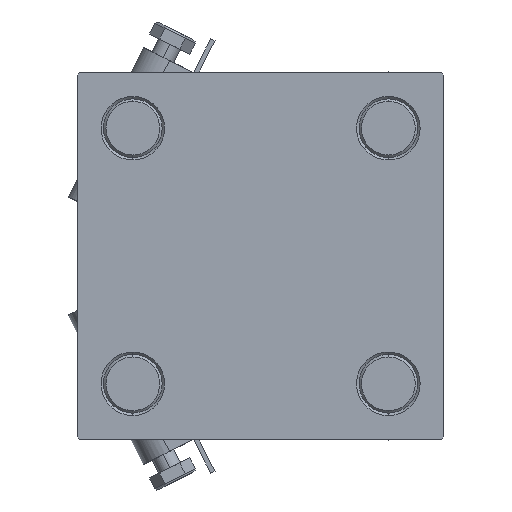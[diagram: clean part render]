
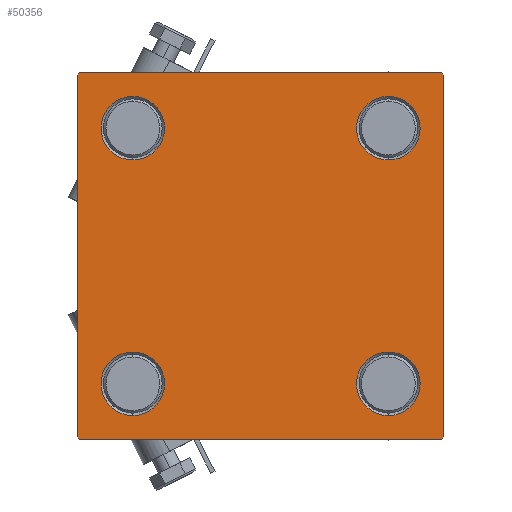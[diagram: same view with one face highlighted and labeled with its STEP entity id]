
A CAD part, left-side view. The second image highlights one B-rep face of the part: STEP entity #50356.
In plain terms, the highlighted planar face has unit normal (-1, 0, 0).
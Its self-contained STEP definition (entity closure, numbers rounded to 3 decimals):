
#240 = CARTESIAN_POINT ( 'NONE',  ( 0., 0., 0. ) ) ;
#278 = DIRECTION ( 'NONE',  ( 0., 0., 1. ) ) ;
#728 = CARTESIAN_POINT ( 'NONE',  ( 0., -26.15, 26.15 ) ) ;
#1093 = CARTESIAN_POINT ( 'NONE',  ( 0., -26.15, -26.15 ) ) ;
#1577 = VECTOR ( 'NONE', #28846, 1000. ) ;
#1649 = EDGE_LOOP ( 'NONE', ( #24385, #48171 ) ) ;
#1960 = CARTESIAN_POINT ( 'NONE',  ( 0., 37.5, -37.5 ) ) ;
#2249 = DIRECTION ( 'NONE',  ( 0., 0., 1. ) ) ;
#2315 = ORIENTED_EDGE ( 'NONE', *, *, #41133, .T. ) ;
#2321 = EDGE_CURVE ( 'NONE', #31912, #16239, #43556, .T. ) ;
#2559 = EDGE_CURVE ( 'NONE', #46477, #43193, #28429, .T. ) ;
#3739 = ORIENTED_EDGE ( 'NONE', *, *, #48259, .T. ) ;
#3927 = EDGE_CURVE ( 'NONE', #39144, #13448, #48071, .T. ) ;
#3964 = AXIS2_PLACEMENT_3D ( 'NONE', #25132, #22029, #2249 ) ;
#4076 = DIRECTION ( 'NONE',  ( 0., 0., 1. ) ) ;
#4238 = ORIENTED_EDGE ( 'NONE', *, *, #44990, .T. ) ;
#4355 = FACE_OUTER_BOUND ( 'NONE', #45341, .T. ) ;
#4623 = DIRECTION ( 'NONE',  ( 1., 0., 0. ) ) ;
#5460 = VECTOR ( 'NONE', #44213, 1000. ) ;
#6543 = CIRCLE ( 'NONE', #24589, 6.5 ) ;
#6612 = EDGE_LOOP ( 'NONE', ( #43154, #10787 ) ) ;
#6719 = CARTESIAN_POINT ( 'NONE',  ( 0., 37., -37.5 ) ) ;
#7058 = CARTESIAN_POINT ( 'NONE',  ( 0., 37.5, 37.5 ) ) ;
#7397 = EDGE_LOOP ( 'NONE', ( #31069, #31038 ) ) ;
#8139 = AXIS2_PLACEMENT_3D ( 'NONE', #1093, #20623, #9306 ) ;
#8477 = VERTEX_POINT ( 'NONE', #43484 ) ;
#9277 = EDGE_CURVE ( 'NONE', #31912, #13448, #35597, .T. ) ;
#9306 = DIRECTION ( 'NONE',  ( 0., 0., 1. ) ) ;
#9503 = CARTESIAN_POINT ( 'NONE',  ( 0., -37., 37.5 ) ) ;
#9949 = AXIS2_PLACEMENT_3D ( 'NONE', #42342, #23832, #42589 ) ;
#10117 = VERTEX_POINT ( 'NONE', #21770 ) ;
#10787 = ORIENTED_EDGE ( 'NONE', *, *, #44146, .T. ) ;
#10952 = LINE ( 'NONE', #46406, #29618 ) ;
#11195 = DIRECTION ( 'NONE',  ( 0., -0.707, 0.707 ) ) ;
#12084 = CARTESIAN_POINT ( 'NONE',  ( 0., -37.5, -37. ) ) ;
#12651 = VERTEX_POINT ( 'NONE', #41385 ) ;
#13138 = DIRECTION ( 'NONE',  ( 0., 0.707, -0.707 ) ) ;
#13448 = VERTEX_POINT ( 'NONE', #9503 ) ;
#13878 = AXIS2_PLACEMENT_3D ( 'NONE', #27186, #50308, #26936 ) ;
#14344 = EDGE_CURVE ( 'NONE', #8477, #33663, #20831, .T. ) ;
#14571 = ORIENTED_EDGE ( 'NONE', *, *, #9277, .T. ) ;
#14637 = VERTEX_POINT ( 'NONE', #30002 ) ;
#15044 = EDGE_CURVE ( 'NONE', #12651, #8477, #49706, .T. ) ;
#16239 = VERTEX_POINT ( 'NONE', #12084 ) ;
#17873 = LINE ( 'NONE', #1960, #18062 ) ;
#17919 = ORIENTED_EDGE ( 'NONE', *, *, #2321, .F. ) ;
#18062 = VECTOR ( 'NONE', #33053, 1000. ) ;
#18761 = EDGE_CURVE ( 'NONE', #32585, #20139, #44217, .T. ) ;
#19325 = DIRECTION ( 'NONE',  ( 0., 0., 1. ) ) ;
#19751 = DIRECTION ( 'NONE',  ( 1., 0., 0. ) ) ;
#19924 = CARTESIAN_POINT ( 'NONE',  ( 0., -37.25, 37.25 ) ) ;
#20139 = VERTEX_POINT ( 'NONE', #29920 ) ;
#20309 = ORIENTED_EDGE ( 'NONE', *, *, #3927, .F. ) ;
#20623 = DIRECTION ( 'NONE',  ( 1., 0., 0. ) ) ;
#20782 = EDGE_CURVE ( 'NONE', #43193, #46477, #39376, .T. ) ;
#20831 = LINE ( 'NONE', #41372, #26033 ) ;
#20943 = VECTOR ( 'NONE', #13138, 1000. ) ;
#21770 = CARTESIAN_POINT ( 'NONE',  ( 0., 26.15, 32.65 ) ) ;
#21842 = DIRECTION ( 'NONE',  ( 0., -0.707, -0.707 ) ) ;
#22029 = DIRECTION ( 'NONE',  ( 1., 0., 0. ) ) ;
#22691 = FACE_BOUND ( 'NONE', #33608, .T. ) ;
#22957 = CIRCLE ( 'NONE', #8139, 6.5 ) ;
#23832 = DIRECTION ( 'NONE',  ( 1., 0., 0. ) ) ;
#23846 = EDGE_CURVE ( 'NONE', #20139, #32585, #22957, .T. ) ;
#24051 = ORIENTED_EDGE ( 'NONE', *, *, #23846, .T. ) ;
#24385 = ORIENTED_EDGE ( 'NONE', *, *, #42240, .T. ) ;
#24589 = AXIS2_PLACEMENT_3D ( 'NONE', #34756, #43467, #19325 ) ;
#24688 = DIRECTION ( 'NONE',  ( 1., 0., 0. ) ) ;
#25132 = CARTESIAN_POINT ( 'NONE',  ( 0., 26.15, -26.15 ) ) ;
#25770 = EDGE_CURVE ( 'NONE', #43350, #27831, #27933, .T. ) ;
#26033 = VECTOR ( 'NONE', #21842, 1000. ) ;
#26774 = CARTESIAN_POINT ( 'NONE',  ( 0., -37.5, 37. ) ) ;
#26791 = CARTESIAN_POINT ( 'NONE',  ( 0., -37., -37.5 ) ) ;
#26936 = DIRECTION ( 'NONE',  ( 0., 0., 1. ) ) ;
#27186 = CARTESIAN_POINT ( 'NONE',  ( 0., -26.15, -26.15 ) ) ;
#27449 = ORIENTED_EDGE ( 'NONE', *, *, #15044, .T. ) ;
#27633 = AXIS2_PLACEMENT_3D ( 'NONE', #32624, #4623, #40331 ) ;
#27831 = VERTEX_POINT ( 'NONE', #36859 ) ;
#27899 = DIRECTION ( 'NONE',  ( 0., 0., -1. ) ) ;
#27933 = CIRCLE ( 'NONE', #34503, 6.5 ) ;
#28429 = CIRCLE ( 'NONE', #31696, 6.5 ) ;
#28552 = CARTESIAN_POINT ( 'NONE',  ( 0., 37.5, 37.5 ) ) ;
#28846 = DIRECTION ( 'NONE',  ( 0., 0.707, 0.707 ) ) ;
#29618 = VECTOR ( 'NONE', #11195, 1000. ) ;
#29920 = CARTESIAN_POINT ( 'NONE',  ( 0., -26.15, -19.65 ) ) ;
#30002 = CARTESIAN_POINT ( 'NONE',  ( 0., 26.15, 19.65 ) ) ;
#30048 = VECTOR ( 'NONE', #27899, 1000. ) ;
#31038 = ORIENTED_EDGE ( 'NONE', *, *, #20782, .T. ) ;
#31069 = ORIENTED_EDGE ( 'NONE', *, *, #2559, .T. ) ;
#31696 = AXIS2_PLACEMENT_3D ( 'NONE', #46353, #24688, #278 ) ;
#31746 = CARTESIAN_POINT ( 'NONE',  ( 0., -37.5, 37.5 ) ) ;
#31836 = DIRECTION ( 'NONE',  ( -1., 0., 0. ) ) ;
#31912 = VERTEX_POINT ( 'NONE', #26774 ) ;
#32585 = VERTEX_POINT ( 'NONE', #33250 ) ;
#32624 = CARTESIAN_POINT ( 'NONE',  ( 0., -26.15, 26.15 ) ) ;
#32625 = VECTOR ( 'NONE', #37397, 1000. ) ;
#33053 = DIRECTION ( 'NONE',  ( 0., -1., 0. ) ) ;
#33250 = CARTESIAN_POINT ( 'NONE',  ( 0., -26.15, -32.65 ) ) ;
#33608 = EDGE_LOOP ( 'NONE', ( #24051, #35137 ) ) ;
#33663 = VERTEX_POINT ( 'NONE', #6719 ) ;
#33798 = AXIS2_PLACEMENT_3D ( 'NONE', #240, #31836, #47249 ) ;
#34180 = ORIENTED_EDGE ( 'NONE', *, *, #14344, .T. ) ;
#34503 = AXIS2_PLACEMENT_3D ( 'NONE', #728, #19751, #4076 ) ;
#34756 = CARTESIAN_POINT ( 'NONE',  ( 0., 26.15, 26.15 ) ) ;
#35005 = CARTESIAN_POINT ( 'NONE',  ( 0., 26.15, -19.65 ) ) ;
#35137 = ORIENTED_EDGE ( 'NONE', *, *, #18761, .T. ) ;
#35597 = LINE ( 'NONE', #19924, #1577 ) ;
#36859 = CARTESIAN_POINT ( 'NONE',  ( 0., -26.15, 32.65 ) ) ;
#37397 = DIRECTION ( 'NONE',  ( 0., 0., -1. ) ) ;
#38356 = FACE_BOUND ( 'NONE', #6612, .T. ) ;
#39144 = VERTEX_POINT ( 'NONE', #39562 ) ;
#39376 = CIRCLE ( 'NONE', #3964, 6.5 ) ;
#39552 = FACE_BOUND ( 'NONE', #7397, .T. ) ;
#39562 = CARTESIAN_POINT ( 'NONE',  ( 0., 37., 37.5 ) ) ;
#40331 = DIRECTION ( 'NONE',  ( 0., 0., 1. ) ) ;
#40762 = CIRCLE ( 'NONE', #27633, 6.5 ) ;
#41133 = EDGE_CURVE ( 'NONE', #39144, #12651, #50429, .T. ) ;
#41372 = CARTESIAN_POINT ( 'NONE',  ( 0., 37.25, -37.25 ) ) ;
#41385 = CARTESIAN_POINT ( 'NONE',  ( 0., 37.5, 37. ) ) ;
#42240 = EDGE_CURVE ( 'NONE', #27831, #43350, #40762, .T. ) ;
#42342 = CARTESIAN_POINT ( 'NONE',  ( 0., 26.15, 26.15 ) ) ;
#42456 = PLANE ( 'NONE',  #33798 ) ;
#42589 = DIRECTION ( 'NONE',  ( 0., 0., 1. ) ) ;
#43112 = VERTEX_POINT ( 'NONE', #26791 ) ;
#43154 = ORIENTED_EDGE ( 'NONE', *, *, #48832, .T. ) ;
#43193 = VERTEX_POINT ( 'NONE', #43462 ) ;
#43350 = VERTEX_POINT ( 'NONE', #45240 ) ;
#43462 = CARTESIAN_POINT ( 'NONE',  ( 0., 26.15, -32.65 ) ) ;
#43467 = DIRECTION ( 'NONE',  ( 1., 0., 0. ) ) ;
#43484 = CARTESIAN_POINT ( 'NONE',  ( 0., 37.5, -37. ) ) ;
#43556 = LINE ( 'NONE', #31746, #30048 ) ;
#43648 = FACE_BOUND ( 'NONE', #1649, .T. ) ;
#44146 = EDGE_CURVE ( 'NONE', #14637, #10117, #6543, .T. ) ;
#44213 = DIRECTION ( 'NONE',  ( 0., -1., 0. ) ) ;
#44217 = CIRCLE ( 'NONE', #13878, 6.5 ) ;
#44990 = EDGE_CURVE ( 'NONE', #33663, #43112, #17873, .T. ) ;
#45240 = CARTESIAN_POINT ( 'NONE',  ( 0., -26.15, 19.65 ) ) ;
#45341 = EDGE_LOOP ( 'NONE', ( #27449, #34180, #4238, #3739, #17919, #14571, #20309, #2315 ) ) ;
#46086 = CIRCLE ( 'NONE', #9949, 6.5 ) ;
#46353 = CARTESIAN_POINT ( 'NONE',  ( 0., 26.15, -26.15 ) ) ;
#46406 = CARTESIAN_POINT ( 'NONE',  ( 0., -37.25, -37.25 ) ) ;
#46477 = VERTEX_POINT ( 'NONE', #35005 ) ;
#47249 = DIRECTION ( 'NONE',  ( 0., 0., 1. ) ) ;
#48071 = LINE ( 'NONE', #28552, #5460 ) ;
#48171 = ORIENTED_EDGE ( 'NONE', *, *, #25770, .T. ) ;
#48259 = EDGE_CURVE ( 'NONE', #43112, #16239, #10952, .T. ) ;
#48832 = EDGE_CURVE ( 'NONE', #10117, #14637, #46086, .T. ) ;
#49706 = LINE ( 'NONE', #7058, #32625 ) ;
#50308 = DIRECTION ( 'NONE',  ( 1., 0., 0. ) ) ;
#50356 = ADVANCED_FACE ( 'NONE', ( #43648, #22691, #39552, #38356, #4355 ), #42456, .T. ) ;
#50429 = LINE ( 'NONE', #50669, #20943 ) ;
#50669 = CARTESIAN_POINT ( 'NONE',  ( 0., 37.25, 37.25 ) ) ;
